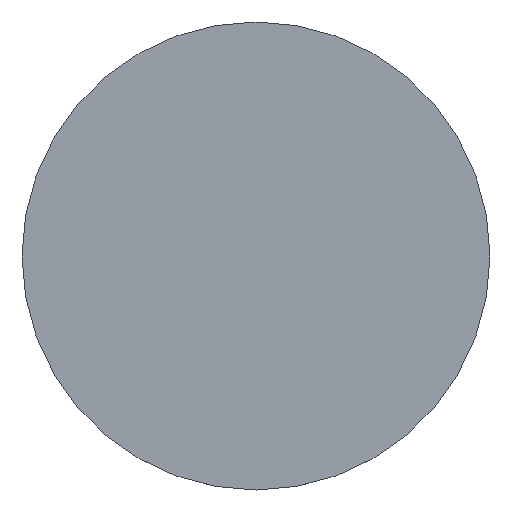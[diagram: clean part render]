
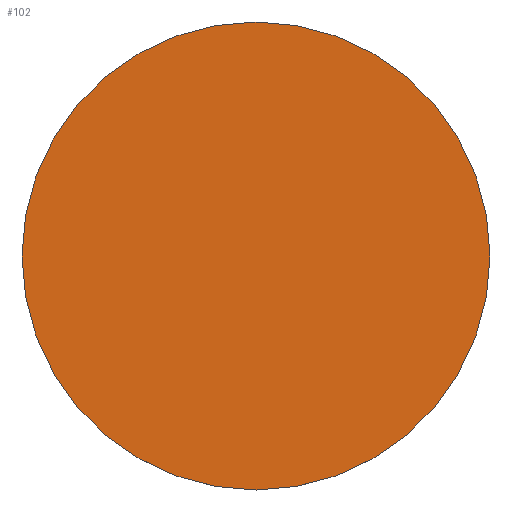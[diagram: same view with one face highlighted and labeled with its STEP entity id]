
A CAD part, top view. The second image highlights one B-rep face of the part: STEP entity #102.
In plain terms, the highlighted planar face has unit normal (0, 0, 1).
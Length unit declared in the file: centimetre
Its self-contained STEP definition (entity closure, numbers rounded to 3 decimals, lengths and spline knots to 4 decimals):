
#29=PLANE('',#118);
#36=FACE_OUTER_BOUND('',#45,.T.);
#45=EDGE_LOOP('',(#92));
#58=CIRCLE('',#115,144.5);
#64=VERTEX_POINT('',#167);
#72=EDGE_CURVE('',#64,#64,#58,.T.);
#92=ORIENTED_EDGE('',*,*,#72,.T.);
#102=ADVANCED_FACE('',(#36),#29,.T.);
#115=AXIS2_PLACEMENT_3D('',#168,#141,#142);
#118=AXIS2_PLACEMENT_3D('',#173,#148,#149);
#141=DIRECTION('center_axis',(0.,0.,1.));
#142=DIRECTION('ref_axis',(1.,0.,0.));
#148=DIRECTION('center_axis',(0.,0.,1.));
#149=DIRECTION('ref_axis',(1.,0.,0.));
#167=CARTESIAN_POINT('',(-144.5,0.,89.));
#168=CARTESIAN_POINT('Origin',(0.,0.,
89.));
#173=CARTESIAN_POINT('Origin',(0.,0.,
89.));
